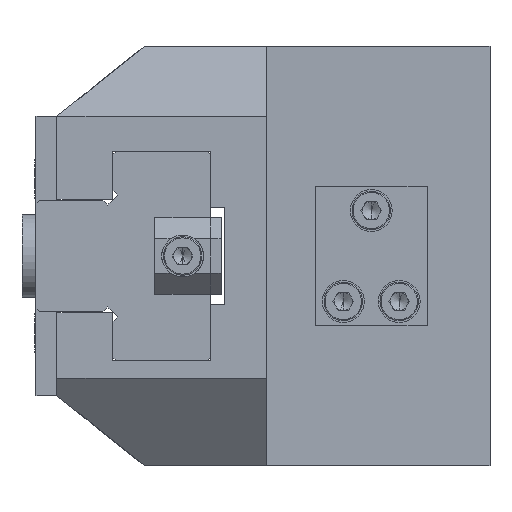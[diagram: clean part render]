
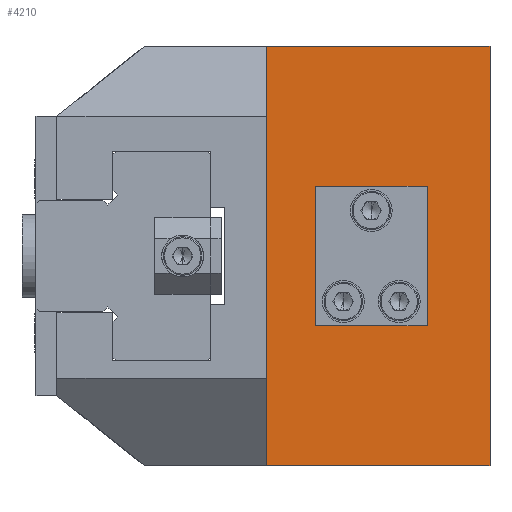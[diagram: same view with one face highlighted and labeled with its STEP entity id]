
A CAD part, left-side view. The second image highlights one B-rep face of the part: STEP entity #4210.
In plain terms, the highlighted planar face has unit normal (-1, 0, 0).
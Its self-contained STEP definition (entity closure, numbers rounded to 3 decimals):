
#173 = VERTEX_POINT ( 'NONE', #6005 ) ;
#922 = EDGE_CURVE ( 'NONE', #19542, #19571, #5140, .T. ) ;
#940 = EDGE_CURVE ( 'NONE', #19657, #19772, #5160, .T. ) ;
#1428 = EDGE_LOOP ( 'NONE', ( #3650, #3651, #3649, #3656 ) ) ;
#1463 = EDGE_LOOP ( 'NONE', ( #3618, #3619 ) ) ;
#1477 = EDGE_LOOP ( 'NONE', ( #3924, #3721 ) ) ;
#1674 = AXIS2_PLACEMENT_3D ( 'NONE', #7394, #7401, #7402 ) ;
#1836 = AXIS2_PLACEMENT_3D ( 'NONE', #6319, #6320, #6321 ) ;
#1941 = EDGE_CURVE ( 'NONE', #19662, #19649, #5590, .T. ) ;
#2043 = EDGE_CURVE ( 'NONE', #19571, #19542, #5675, .T. ) ;
#2129 = AXIS2_PLACEMENT_3D ( 'NONE', #9520, #9521, #9523 ) ;
#2237 = EDGE_CURVE ( 'NONE', #19576, #19657, #5774, .T. ) ;
#2397 = AXIS2_PLACEMENT_3D ( 'NONE', #7210, #7211, #7212 ) ;
#3618 = ORIENTED_EDGE ( 'NONE', *, *, #19947, .F. ) ;
#3619 = ORIENTED_EDGE ( 'NONE', *, *, #1941, .F. ) ;
#3649 = ORIENTED_EDGE ( 'NONE', *, *, #20326, .F. ) ;
#3650 = ORIENTED_EDGE ( 'NONE', *, *, #940, .T. ) ;
#3651 = ORIENTED_EDGE ( 'NONE', *, *, #20205, .F. ) ;
#3656 = ORIENTED_EDGE ( 'NONE', *, *, #2237, .T. ) ;
#3721 = ORIENTED_EDGE ( 'NONE', *, *, #2043, .F. ) ;
#3924 = ORIENTED_EDGE ( 'NONE', *, *, #922, .F. ) ;
#4210 = ADVANCED_FACE ( 'NONE', ( #8807, #8805, #8808 ), #9519, .T. ) ;
#5140 = CIRCLE ( 'NONE', #1836, 1.25 ) ;
#5159 = VECTOR ( 'NONE', #6372, 1000. ) ;
#5160 = LINE ( 'NONE', #6362, #5159 ) ;
#5590 = CIRCLE ( 'NONE', #2397, 1.25 ) ;
#5675 = CIRCLE ( 'NONE', #1674, 1.25 ) ;
#5774 = LINE ( 'NONE', #7714, #5782 ) ;
#5782 = VECTOR ( 'NONE', #7719, 1000. ) ;
#6005 = CARTESIAN_POINT ( 'NONE',  ( -50., 27., 30. ) ) ;
#6319 = CARTESIAN_POINT ( 'NONE',  ( -50., 16., -6.5 ) ) ;
#6320 = DIRECTION ( 'NONE',  ( -1., 0., 0. ) ) ;
#6321 = DIRECTION ( 'NONE',  ( 0., 0., 1. ) ) ;
#6362 = CARTESIAN_POINT ( 'NONE',  ( -50., -5., -30. ) ) ;
#6372 = DIRECTION ( 'NONE',  ( 0., 0., 1. ) ) ;
#7210 = CARTESIAN_POINT ( 'NONE',  ( -50., 8., -6.5 ) ) ;
#7211 = DIRECTION ( 'NONE',  ( -1., 0., 0. ) ) ;
#7212 = DIRECTION ( 'NONE',  ( 0., 0., 1. ) ) ;
#7394 = CARTESIAN_POINT ( 'NONE',  ( -50., 16., -6.5 ) ) ;
#7401 = DIRECTION ( 'NONE',  ( -1., 0., 0. ) ) ;
#7402 = DIRECTION ( 'NONE',  ( 0., 0., 1. ) ) ;
#7714 = CARTESIAN_POINT ( 'NONE',  ( -50., -79.463, -30. ) ) ;
#7719 = DIRECTION ( 'NONE',  ( 0., -1., 0. ) ) ;
#8805 = FACE_BOUND ( 'NONE', #1463, .T. ) ;
#8807 = FACE_BOUND ( 'NONE', #1477, .T. ) ;
#8808 = FACE_OUTER_BOUND ( 'NONE', #1428, .T. ) ;
#9519 = PLANE ( 'NONE',  #2129 ) ;
#9520 = CARTESIAN_POINT ( 'NONE',  ( -50., -79.463, -30. ) ) ;
#9521 = DIRECTION ( 'NONE',  ( -1., 0., 0. ) ) ;
#9523 = DIRECTION ( 'NONE',  ( 0., 0., 1. ) ) ;
#11643 = CIRCLE ( 'NONE', #15247, 1.25 ) ;
#15247 = AXIS2_PLACEMENT_3D ( 'NONE', #16360, #16361, #16362 ) ;
#15759 = CARTESIAN_POINT ( 'NONE',  ( -50., 16., -5.25 ) ) ;
#15788 = CARTESIAN_POINT ( 'NONE',  ( -50., 16., -7.75 ) ) ;
#15793 = CARTESIAN_POINT ( 'NONE',  ( -50., 27., -30. ) ) ;
#15866 = CARTESIAN_POINT ( 'NONE',  ( -50., 8., -5.25 ) ) ;
#15874 = CARTESIAN_POINT ( 'NONE',  ( -50., -5., -30. ) ) ;
#15879 = CARTESIAN_POINT ( 'NONE',  ( -50., 8., -7.75 ) ) ;
#15989 = CARTESIAN_POINT ( 'NONE',  ( -50., -5., 30. ) ) ;
#16360 = CARTESIAN_POINT ( 'NONE',  ( -50., 8., -6.5 ) ) ;
#16361 = DIRECTION ( 'NONE',  ( -1., 0., 0. ) ) ;
#16362 = DIRECTION ( 'NONE',  ( 0., 0., 1. ) ) ;
#17029 = LINE ( 'NONE', #17869, #17030 ) ;
#17030 = VECTOR ( 'NONE', #17870, 1000. ) ;
#17208 = LINE ( 'NONE', #18500, #17214 ) ;
#17214 = VECTOR ( 'NONE', #18501, 1000. ) ;
#17869 = CARTESIAN_POINT ( 'NONE',  ( -50., -79.463, 30. ) ) ;
#17870 = DIRECTION ( 'NONE',  ( 0., -1., 0. ) ) ;
#18500 = CARTESIAN_POINT ( 'NONE',  ( -50., 27., -30. ) ) ;
#18501 = DIRECTION ( 'NONE',  ( 0., 0., 1. ) ) ;
#19542 = VERTEX_POINT ( 'NONE', #15759 ) ;
#19571 = VERTEX_POINT ( 'NONE', #15788 ) ;
#19576 = VERTEX_POINT ( 'NONE', #15793 ) ;
#19649 = VERTEX_POINT ( 'NONE', #15866 ) ;
#19657 = VERTEX_POINT ( 'NONE', #15874 ) ;
#19662 = VERTEX_POINT ( 'NONE', #15879 ) ;
#19772 = VERTEX_POINT ( 'NONE', #15989 ) ;
#19947 = EDGE_CURVE ( 'NONE', #19649, #19662, #11643, .T. ) ;
#20205 = EDGE_CURVE ( 'NONE', #173, #19772, #17029, .T. ) ;
#20326 = EDGE_CURVE ( 'NONE', #19576, #173, #17208, .T. ) ;
